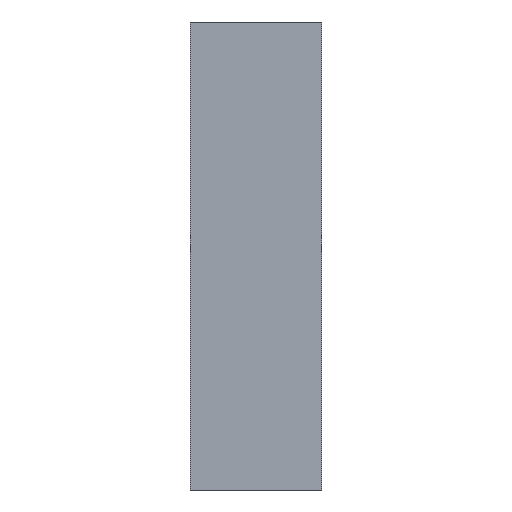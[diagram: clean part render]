
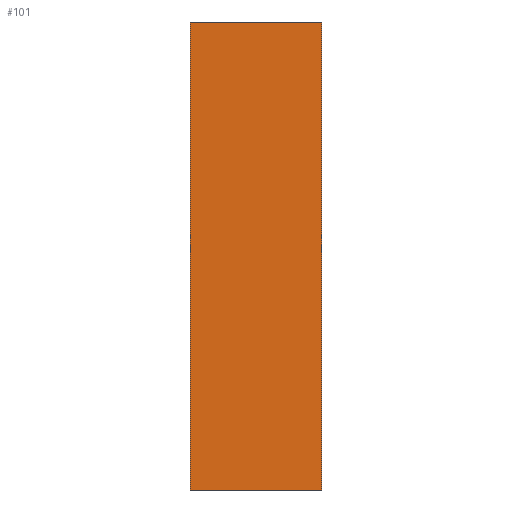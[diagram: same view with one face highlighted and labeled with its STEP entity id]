
A CAD part, left-side view. The second image highlights one B-rep face of the part: STEP entity #101.
In plain terms, the highlighted planar face has unit normal (-1, 0, 0).
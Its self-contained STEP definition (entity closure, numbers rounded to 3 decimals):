
#8 = DIRECTION ( 'NONE',  ( 1., 0., 0. ) ) ;
#24 = LINE ( 'NONE', #372, #925 ) ;
#73 = DIRECTION ( 'NONE',  ( 0., 0., -1. ) ) ;
#80 = EDGE_CURVE ( 'NONE', #998, #1048, #560, .T. ) ;
#101 = ADVANCED_FACE ( 'NONE', ( #987 ), #862, .F. ) ;
#102 = DIRECTION ( 'NONE',  ( 0., 0., -1. ) ) ;
#108 = VECTOR ( 'NONE', #1041, 1000. ) ;
#184 = ORIENTED_EDGE ( 'NONE', *, *, #685, .F. ) ;
#203 = ORIENTED_EDGE ( 'NONE', *, *, #364, .T. ) ;
#208 = LINE ( 'NONE', #323, #534 ) ;
#216 = EDGE_LOOP ( 'NONE', ( #593, #184, #820, #203 ) ) ;
#255 = CARTESIAN_POINT ( 'NONE',  ( -3.2, 0., 1.6 ) ) ;
#292 = DIRECTION ( 'NONE',  ( 0., -1., 0. ) ) ;
#323 = CARTESIAN_POINT ( 'NONE',  ( -3.2, 0.9, 1.6 ) ) ;
#361 = CARTESIAN_POINT ( 'NONE',  ( -3.2, 0., 1.6 ) ) ;
#364 = EDGE_CURVE ( 'NONE', #1075, #998, #208, .T. ) ;
#372 = CARTESIAN_POINT ( 'NONE',  ( -3.2, 0., 1.6 ) ) ;
#392 = CARTESIAN_POINT ( 'NONE',  ( -3.2, 0.9, -1.6 ) ) ;
#446 = DIRECTION ( 'NONE',  ( 0., 0., -1. ) ) ;
#492 = VECTOR ( 'NONE', #102, 1000. ) ;
#534 = VECTOR ( 'NONE', #73, 1000. ) ;
#560 = LINE ( 'NONE', #970, #108 ) ;
#593 = ORIENTED_EDGE ( 'NONE', *, *, #80, .T. ) ;
#685 = EDGE_CURVE ( 'NONE', #809, #1048, #802, .T. ) ;
#781 = EDGE_CURVE ( 'NONE', #1075, #809, #24, .T. ) ;
#802 = LINE ( 'NONE', #361, #492 ) ;
#809 = VERTEX_POINT ( 'NONE', #825 ) ;
#820 = ORIENTED_EDGE ( 'NONE', *, *, #781, .F. ) ;
#825 = CARTESIAN_POINT ( 'NONE',  ( -3.2, 0., 1.6 ) ) ;
#862 = PLANE ( 'NONE',  #982 ) ;
#925 = VECTOR ( 'NONE', #292, 1000. ) ;
#945 = CARTESIAN_POINT ( 'NONE',  ( -3.2, 0., -1.6 ) ) ;
#956 = CARTESIAN_POINT ( 'NONE',  ( -3.2, 0.9, 1.6 ) ) ;
#970 = CARTESIAN_POINT ( 'NONE',  ( -3.2, 0., -1.6 ) ) ;
#982 = AXIS2_PLACEMENT_3D ( 'NONE', #255, #8, #446 ) ;
#987 = FACE_OUTER_BOUND ( 'NONE', #216, .T. ) ;
#998 = VERTEX_POINT ( 'NONE', #392 ) ;
#1041 = DIRECTION ( 'NONE',  ( 0., -1., 0. ) ) ;
#1048 = VERTEX_POINT ( 'NONE', #945 ) ;
#1075 = VERTEX_POINT ( 'NONE', #956 ) ;
